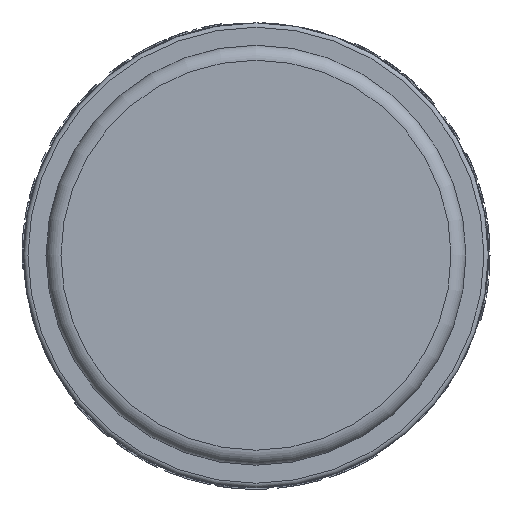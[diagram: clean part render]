
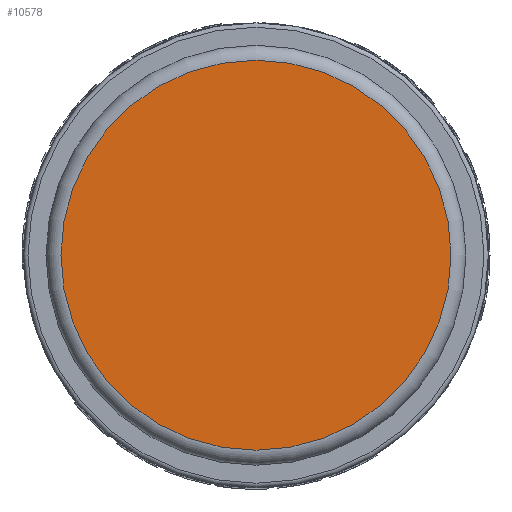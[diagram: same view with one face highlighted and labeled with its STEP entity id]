
A CAD part, left-side view. The second image highlights one B-rep face of the part: STEP entity #10578.
In plain terms, the highlighted planar face has unit normal (-1, 0, 0).
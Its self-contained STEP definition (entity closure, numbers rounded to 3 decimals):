
#1078=PLANE('',#11267);
#1916=FACE_OUTER_BOUND('',#2498,.T.);
#2498=EDGE_LOOP('',(#7673,#7674));
#4456=CIRCLE('',#11268,13.);
#4457=CIRCLE('',#11269,13.);
#4752=VERTEX_POINT('',#13898);
#4753=VERTEX_POINT('',#13899);
#5884=EDGE_CURVE('',#4752,#4753,#4456,.T.);
#5885=EDGE_CURVE('',#4753,#4752,#4457,.T.);
#7673=ORIENTED_EDGE('',*,*,#5884,.F.);
#7674=ORIENTED_EDGE('',*,*,#5885,.F.);
#10578=ADVANCED_FACE('',(#1916),#1078,.T.);
#11267=AXIS2_PLACEMENT_3D('',#13897,#12115,#12116);
#11268=AXIS2_PLACEMENT_3D('',#13900,#12117,#12118);
#11269=AXIS2_PLACEMENT_3D('',#13901,#12119,#12120);
#12115=DIRECTION('center_axis',(-1.,0.,0.));
#12116=DIRECTION('ref_axis',(0.,0.,
-1.));
#12117=DIRECTION('center_axis',(1.,0.,0.));
#12118=DIRECTION('ref_axis',(0.,1.,0.));
#12119=DIRECTION('center_axis',(1.,0.,0.));
#12120=DIRECTION('ref_axis',(0.,1.,0.));
#13897=CARTESIAN_POINT('Origin',(-0.23,-12.75,0.));
#13898=CARTESIAN_POINT('',(-0.23,-13.,0.));
#13899=CARTESIAN_POINT('',(-0.23,0.,-13.));
#13900=CARTESIAN_POINT('Origin',(-0.23,0.,
0.));
#13901=CARTESIAN_POINT('Origin',(-0.23,0.,
0.));
